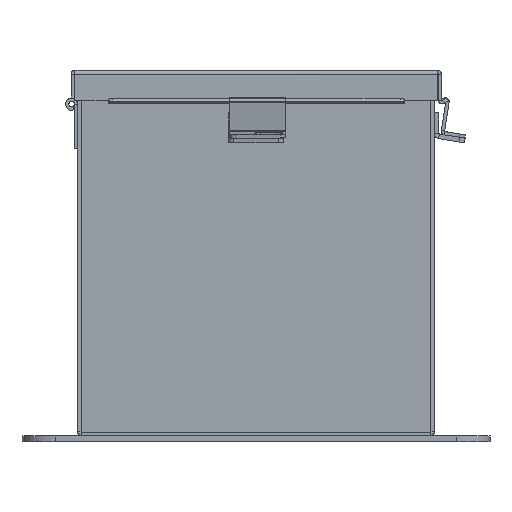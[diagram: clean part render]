
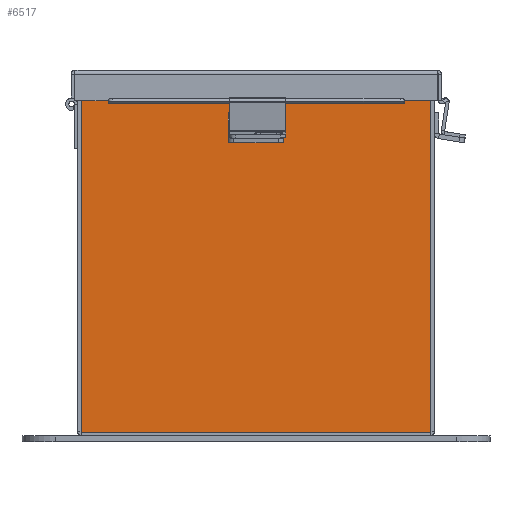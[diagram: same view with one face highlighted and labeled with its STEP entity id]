
A CAD part, front view. The second image highlights one B-rep face of the part: STEP entity #6517.
In plain terms, the highlighted face is planar.
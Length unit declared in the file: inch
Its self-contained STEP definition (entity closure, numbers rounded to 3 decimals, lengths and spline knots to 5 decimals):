
#166 = EDGE_CURVE ( 'NONE', #16174, #4607, #15467, .T. ) ;
#273 = ORIENTED_EDGE ( 'NONE', *, *, #166, .F. ) ;
#426 = LINE ( 'NONE', #12174, #18323 ) ;
#496 = CARTESIAN_POINT ( 'NONE',  ( -3.9253, 0., -3.9253 ) ) ;
#564 = EDGE_CURVE ( 'NONE', #6903, #6209, #6368, .T. ) ;
#604 = DIRECTION ( 'NONE',  ( 0., 0., -1. ) ) ;
#1556 = PLANE ( 'NONE',  #9910 ) ;
#1609 = VECTOR ( 'NONE', #6670, 39.37008 ) ;
#1660 = CARTESIAN_POINT ( 'NONE',  ( 3.5823, 0., 3.9123 ) ) ;
#1678 = DIRECTION ( 'NONE',  ( 1., 0., 0. ) ) ;
#1936 = EDGE_CURVE ( 'NONE', #6209, #2052, #15392, .T. ) ;
#2052 = VERTEX_POINT ( 'NONE', #496 ) ;
#2275 = LINE ( 'NONE', #11292, #14597 ) ;
#2290 = VECTOR ( 'NONE', #14557, 39.37008 ) ;
#2318 = DIRECTION ( 'NONE',  ( 0., 0., 1. ) ) ;
#2733 = VECTOR ( 'NONE', #16838, 39.37008 ) ;
#2810 = CARTESIAN_POINT ( 'NONE',  ( -3.5823, 0., 3.9123 ) ) ;
#3017 = CARTESIAN_POINT ( 'NONE',  ( -3.9253, 0., 3.9253 ) ) ;
#3055 = DIRECTION ( 'NONE',  ( 0., -1., 0. ) ) ;
#3168 = VECTOR ( 'NONE', #1678, 39.37008 ) ;
#3291 = EDGE_CURVE ( 'NONE', #2052, #4809, #426, .T. ) ;
#4009 = ORIENTED_EDGE ( 'NONE', *, *, #17012, .T. ) ;
#4178 = CARTESIAN_POINT ( 'NONE',  ( -3.61965, 0., 3.87495 ) ) ;
#4365 = VERTEX_POINT ( 'NONE', #1660 ) ;
#4607 = VERTEX_POINT ( 'NONE', #18910 ) ;
#4809 = VERTEX_POINT ( 'NONE', #3017 ) ;
#5129 = CARTESIAN_POINT ( 'NONE',  ( -3.61965, 0., 3.9253 ) ) ;
#5203 = DIRECTION ( 'NONE',  ( 0., 0., -1. ) ) ;
#5262 = CARTESIAN_POINT ( 'NONE',  ( 3.61965, 0., 0. ) ) ;
#5298 = DIRECTION ( 'NONE',  ( 0., 1., 0. ) ) ;
#5310 = VERTEX_POINT ( 'NONE', #5129 ) ;
#5523 = FACE_OUTER_BOUND ( 'NONE', #11487, .T. ) ;
#6209 = VERTEX_POINT ( 'NONE', #6591 ) ;
#6368 = LINE ( 'NONE', #14458, #15215 ) ;
#6517 = ADVANCED_FACE ( 'NONE', ( #5523 ), #1556, .F. ) ;
#6519 = ORIENTED_EDGE ( 'NONE', *, *, #1936, .T. ) ;
#6591 = CARTESIAN_POINT ( 'NONE',  ( 3.9253, 0., -3.9253 ) ) ;
#6638 = AXIS2_PLACEMENT_3D ( 'NONE', #14223, #5298, #15696 ) ;
#6670 = DIRECTION ( 'NONE',  ( 0., 0., 1. ) ) ;
#6677 = LINE ( 'NONE', #18314, #2733 ) ;
#6698 = LINE ( 'NONE', #16036, #2290 ) ;
#6903 = VERTEX_POINT ( 'NONE', #10124 ) ;
#7130 = VERTEX_POINT ( 'NONE', #10434 ) ;
#7151 = CARTESIAN_POINT ( 'NONE',  ( -3.60098, 0., 3.87495 ) ) ;
#7461 = CARTESIAN_POINT ( 'NONE',  ( 0., 0., 0. ) ) ;
#7897 = VERTEX_POINT ( 'NONE', #12251 ) ;
#8033 = VECTOR ( 'NONE', #5203, 39.37008 ) ;
#8325 = VERTEX_POINT ( 'NONE', #4178 ) ;
#8369 = VERTEX_POINT ( 'NONE', #2810 ) ;
#8682 = DIRECTION ( 'NONE',  ( 0., 0., -1. ) ) ;
#9317 = DIRECTION ( 'NONE',  ( 0., 0., 1. ) ) ;
#9546 = CARTESIAN_POINT ( 'NONE',  ( -3.5823, 0., 0. ) ) ;
#9871 = AXIS2_PLACEMENT_3D ( 'NONE', #7151, #17510, #8682 ) ;
#9910 = AXIS2_PLACEMENT_3D ( 'NONE', #7461, #3055, #13467 ) ;
#10124 = CARTESIAN_POINT ( 'NONE',  ( 3.9253, 0., 3.9253 ) ) ;
#10300 = ORIENTED_EDGE ( 'NONE', *, *, #15976, .T. ) ;
#10421 = ORIENTED_EDGE ( 'NONE', *, *, #18204, .F. ) ;
#10434 = CARTESIAN_POINT ( 'NONE',  ( -3.5823, 0., 3.87495 ) ) ;
#10561 = CARTESIAN_POINT ( 'NONE',  ( -3.9253, 0., 3.9253 ) ) ;
#10572 = ORIENTED_EDGE ( 'NONE', *, *, #3291, .T. ) ;
#11292 = CARTESIAN_POINT ( 'NONE',  ( 3.5823, 0., 0. ) ) ;
#11414 = CARTESIAN_POINT ( 'NONE',  ( -3.9253, 0., -3.9253 ) ) ;
#11446 = VECTOR ( 'NONE', #604, 39.37008 ) ;
#11483 = DIRECTION ( 'NONE',  ( -1., 0., 0. ) ) ;
#11487 = EDGE_LOOP ( 'NONE', ( #15839, #14007, #12893, #10300, #12410, #10421, #273, #14888, #13224, #6519, #10572, #4009 ) ) ;
#11819 = CIRCLE ( 'NONE', #6638, 0.01868 ) ;
#12174 = CARTESIAN_POINT ( 'NONE',  ( -3.9253, 0., 3.9253 ) ) ;
#12251 = CARTESIAN_POINT ( 'NONE',  ( 3.5823, 0., 3.87495 ) ) ;
#12410 = ORIENTED_EDGE ( 'NONE', *, *, #16444, .F. ) ;
#12893 = ORIENTED_EDGE ( 'NONE', *, *, #15103, .F. ) ;
#13224 = ORIENTED_EDGE ( 'NONE', *, *, #564, .T. ) ;
#13467 = DIRECTION ( 'NONE',  ( 0., 0., -1. ) ) ;
#13755 = EDGE_CURVE ( 'NONE', #8325, #5310, #13966, .T. ) ;
#13966 = LINE ( 'NONE', #14110, #1609 ) ;
#14007 = ORIENTED_EDGE ( 'NONE', *, *, #14742, .F. ) ;
#14110 = CARTESIAN_POINT ( 'NONE',  ( -3.61965, 0., 0. ) ) ;
#14223 = CARTESIAN_POINT ( 'NONE',  ( 3.60097, 0., 3.87495 ) ) ;
#14458 = CARTESIAN_POINT ( 'NONE',  ( 3.9253, 0., 3.9253 ) ) ;
#14524 = DIRECTION ( 'NONE',  ( 0., 0., -1. ) ) ;
#14557 = DIRECTION ( 'NONE',  ( 1., 0., 0. ) ) ;
#14597 = VECTOR ( 'NONE', #2318, 39.37008 ) ;
#14742 = EDGE_CURVE ( 'NONE', #7130, #8325, #19205, .T. ) ;
#14888 = ORIENTED_EDGE ( 'NONE', *, *, #18732, .T. ) ;
#15103 = EDGE_CURVE ( 'NONE', #8369, #7130, #18786, .T. ) ;
#15215 = VECTOR ( 'NONE', #14524, 39.37008 ) ;
#15392 = LINE ( 'NONE', #11414, #17901 ) ;
#15467 = LINE ( 'NONE', #5262, #8033 ) ;
#15696 = DIRECTION ( 'NONE',  ( 0., 0., -1. ) ) ;
#15839 = ORIENTED_EDGE ( 'NONE', *, *, #13755, .F. ) ;
#15976 = EDGE_CURVE ( 'NONE', #8369, #4365, #6698, .T. ) ;
#16036 = CARTESIAN_POINT ( 'NONE',  ( -3.5823, 0., 3.9123 ) ) ;
#16174 = VERTEX_POINT ( 'NONE', #16406 ) ;
#16406 = CARTESIAN_POINT ( 'NONE',  ( 3.61965, 0., 3.9253 ) ) ;
#16444 = EDGE_CURVE ( 'NONE', #7897, #4365, #2275, .T. ) ;
#16838 = DIRECTION ( 'NONE',  ( 1., 0., 0. ) ) ;
#17012 = EDGE_CURVE ( 'NONE', #4809, #5310, #18954, .T. ) ;
#17510 = DIRECTION ( 'NONE',  ( 0., 1., 0. ) ) ;
#17901 = VECTOR ( 'NONE', #11483, 39.37008 ) ;
#18204 = EDGE_CURVE ( 'NONE', #4607, #7897, #11819, .T. ) ;
#18314 = CARTESIAN_POINT ( 'NONE',  ( -3.9253, 0., 3.9253 ) ) ;
#18323 = VECTOR ( 'NONE', #9317, 39.37008 ) ;
#18732 = EDGE_CURVE ( 'NONE', #16174, #6903, #6677, .T. ) ;
#18786 = LINE ( 'NONE', #9546, #11446 ) ;
#18910 = CARTESIAN_POINT ( 'NONE',  ( 3.61965, 0., 3.87495 ) ) ;
#18954 = LINE ( 'NONE', #10561, #3168 ) ;
#19205 = CIRCLE ( 'NONE', #9871, 0.01868 ) ;
